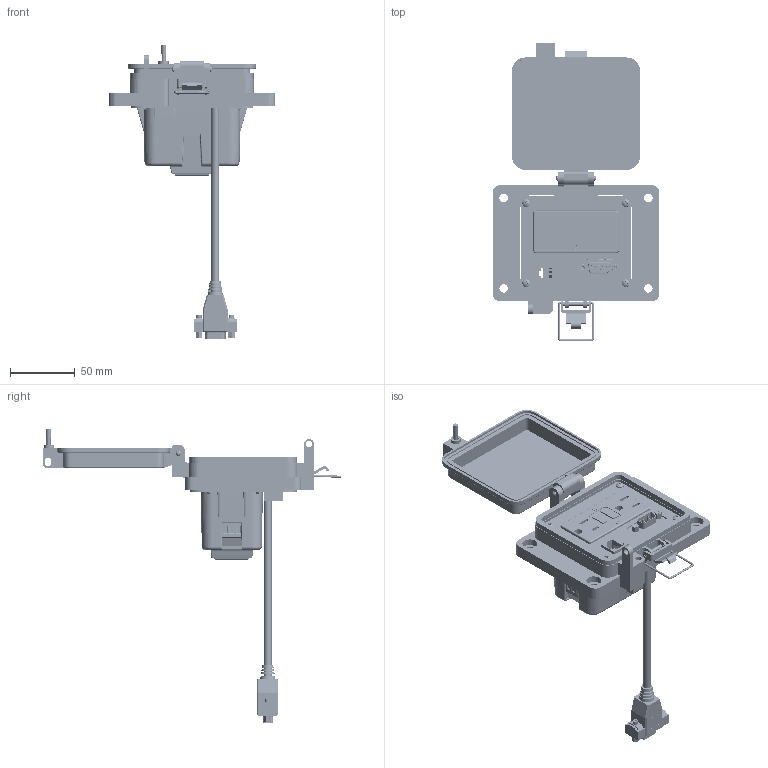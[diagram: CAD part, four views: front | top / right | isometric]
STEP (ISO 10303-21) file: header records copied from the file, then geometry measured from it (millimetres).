
FILE_DESCRIPTION (( 'STEP AP203' ), '1' );
FILE_NAME ('P-P1Q17-K3RF0_3D.STEP', '2021-07-20T14:42:23', ( '' ), ( '' ), 'SwSTEP 2.0', 'SolidWorks 2019', '' );
FILE_SCHEMA (( 'CONFIG_CONTROL_DESIGN' ));
Length unit declared in the file: millimetre
Products named in the file (17): Z-000-440316 NUT_95130A110; Z-000-440316 JACK SCREW_92710A212; Z-000-4243316TFP; P-P1Q17-K3RF0_BP180_1; P1; Z-200-OTLT-GFIH-15A_sheared; Z-H-K3_B; P-P1Q17-K3RF0_TP060_1; RF; Z-120-RIOF-SHELL; 92005A124_METRIC PAN HEAD PHILLIPS MACHINE SCREW_92005A124; Z-200-OTLT-RIOF-15A; R2; -K3; P-P1Q17-K3RF0_FP060_1; Z-300-RJ45CAT5; P-P1Q17-K3RF0_3D
Assembly tree (22 placements, depth 4):
  P-P1Q17-K3RF0_3D
    P-P1Q17-K3RF0_BP180_1
    P-P1Q17-K3RF0_TP060_1
    Z-000-4243316TFP  x2
    P-P1Q17-K3RF0_FP060_1
    R2
      Z-300-RJ45CAT5
    P1
    Z-000-440316 JACK SCREW_92710A212  x2
    Z-000-440316 NUT_95130A110  x2
    RF
      Z-200-OTLT-RIOF-15A
        Z-120-RIOF-SHELL
        Z-200-OTLT-GFIH-15A_sheared
    -K3
      Z-H-K3_B
    92005A124_METRIC PAN HEAD PHILLIPS MACHINE SCREW_92005A124  x4
Bounding box: 129 x 231.18 x 228.19 mm (x, y, z)
Volume: 308497.1 mm3; surface area: 189433.4 mm2
Topology: 51 solids, 57 shells, 6552 faces, 17061 edges, 10814 vertices
Faces by surface type: plane 2607, cylinder 2226, bspline 1336, cone 224, torus 101, sphere 58
Entity records: 245995 total; most frequent: CARTESIAN_POINT 115745, ORIENTED_EDGE 29706, DIRECTION 21980, EDGE_CURVE 14853, VERTEX_POINT 9386, VECTOR 8512, LINE 8512, AXIS2_PLACEMENT_3D 6734
